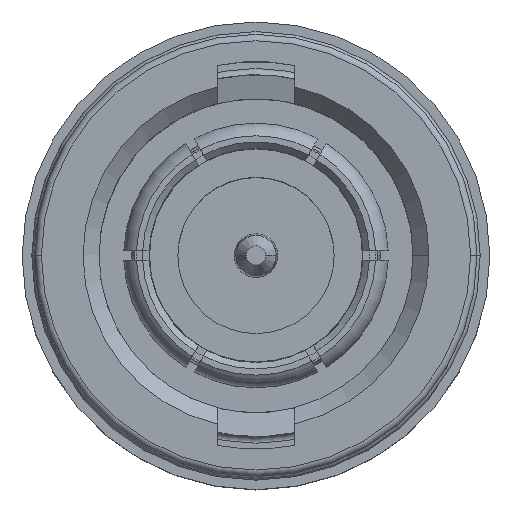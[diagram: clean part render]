
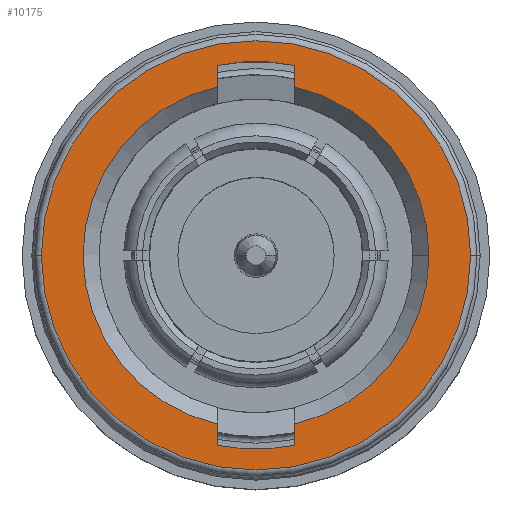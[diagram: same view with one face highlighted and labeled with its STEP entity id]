
A CAD part, top view. The second image highlights one B-rep face of the part: STEP entity #10175.
In plain terms, the highlighted planar face has unit normal (0, 0, 1).
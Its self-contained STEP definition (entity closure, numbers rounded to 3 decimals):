
#151 = AXIS2_PLACEMENT_3D ( 'NONE', #10473, #10472, #10471 ) ;
#189 = AXIS2_PLACEMENT_3D ( 'NONE', #10533, #10532, #10529 ) ;
#219 = AXIS2_PLACEMENT_3D ( 'NONE', #10790, #10784, #10812 ) ;
#394 = DIRECTION ( 'NONE',  ( 1., 0., 0. ) ) ;
#395 = DIRECTION ( 'NONE',  ( 0., 0., 1. ) ) ;
#463 = VERTEX_POINT ( 'NONE', #6558 ) ;
#502 = VERTEX_POINT ( 'NONE', #6365 ) ;
#508 = VERTEX_POINT ( 'NONE', #6745 ) ;
#844 = AXIS2_PLACEMENT_3D ( 'NONE', #10504, #395, #394 ) ;
#849 = AXIS2_PLACEMENT_3D ( 'NONE', #10345, #10343, #10482 ) ;
#861 = AXIS2_PLACEMENT_3D ( 'NONE', #10454, #10452, #10451 ) ;
#4291 = CIRCLE ( 'NONE', #8202, 5.4 ) ;
#4420 = CIRCLE ( 'NONE', #219, 6.7 ) ;
#4536 = LINE ( 'NONE', #10548, #4540 ) ;
#4540 = VECTOR ( 'NONE', #10550, 1000. ) ;
#4542 = CIRCLE ( 'NONE', #189, 6.7 ) ;
#4546 = CIRCLE ( 'NONE', #151, 6.05 ) ;
#4554 = LINE ( 'NONE', #10506, #4556 ) ;
#4556 = VECTOR ( 'NONE', #10503, 1000. ) ;
#4557 = LINE ( 'NONE', #10499, #4559 ) ;
#4559 = VECTOR ( 'NONE', #10497, 1000. ) ;
#4569 = CIRCLE ( 'NONE', #861, 6.05 ) ;
#4580 = CIRCLE ( 'NONE', #849, 5.4 ) ;
#4587 = CIRCLE ( 'NONE', #844, 5.4 ) ;
#4588 = LINE ( 'NONE', #5834, #4591 ) ;
#4591 = VECTOR ( 'NONE', #5838, 1000. ) ;
#5834 = CARTESIAN_POINT ( 'NONE',  ( -1.2, -4.751, 0.85 ) ) ;
#5838 = DIRECTION ( 'NONE',  ( 0., -1., 0. ) ) ;
#6365 = CARTESIAN_POINT ( 'NONE',  ( 5.4, 0., 0.85 ) ) ;
#6558 = CARTESIAN_POINT ( 'NONE',  ( -6.7, 0., 0.85 ) ) ;
#6745 = CARTESIAN_POINT ( 'NONE',  ( 6.7, 0., 0.85 ) ) ;
#6972 = VERTEX_POINT ( 'NONE', #14312 ) ;
#7012 = VERTEX_POINT ( 'NONE', #12432 ) ;
#7034 = VERTEX_POINT ( 'NONE', #12328 ) ;
#7037 = VERTEX_POINT ( 'NONE', #12347 ) ;
#7057 = VERTEX_POINT ( 'NONE', #12445 ) ;
#7084 = VERTEX_POINT ( 'NONE', #12415 ) ;
#7156 = VERTEX_POINT ( 'NONE', #12361 ) ;
#7650 = EDGE_CURVE ( 'NONE', #502, #17476, #4291, .T. ) ;
#7776 = EDGE_CURVE ( 'NONE', #508, #463, #4420, .T. ) ;
#7870 = EDGE_CURVE ( 'NONE', #7037, #7034, #4536, .T. ) ;
#7873 = EDGE_CURVE ( 'NONE', #463, #508, #4542, .T. ) ;
#7882 = EDGE_CURVE ( 'NONE', #7057, #7084, #4554, .T. ) ;
#7884 = EDGE_CURVE ( 'NONE', #17476, #7012, #4557, .T. ) ;
#7889 = EDGE_CURVE ( 'NONE', #7012, #7037, #4546, .T. ) ;
#7893 = EDGE_CURVE ( 'NONE', #6972, #7057, #4569, .T. ) ;
#7912 = EDGE_CURVE ( 'NONE', #7084, #502, #4580, .T. ) ;
#7914 = EDGE_CURVE ( 'NONE', #7034, #7156, #4587, .T. ) ;
#7916 = EDGE_CURVE ( 'NONE', #7156, #6972, #4588, .T. ) ;
#8202 = AXIS2_PLACEMENT_3D ( 'NONE', #8777, #8783, #8715 ) ;
#8715 = DIRECTION ( 'NONE',  ( 1., 0., 0. ) ) ;
#8777 = CARTESIAN_POINT ( 'NONE',  ( 0., 0., 0.85 ) ) ;
#8783 = DIRECTION ( 'NONE',  ( 0., 0., 1. ) ) ;
#9086 = PLANE ( 'NONE',  #13035 ) ;
#9093 = CARTESIAN_POINT ( 'NONE',  ( 0., 0., 0.85 ) ) ;
#9094 = DIRECTION ( 'NONE',  ( 0., 0., -1. ) ) ;
#9095 = DIRECTION ( 'NONE',  ( -1., 0., 0. ) ) ;
#10175 = ADVANCED_FACE ( 'NONE', ( #11960, #11961 ), #9086, .F. ) ;
#10343 = DIRECTION ( 'NONE',  ( 0., 0., 1. ) ) ;
#10345 = CARTESIAN_POINT ( 'NONE',  ( 0., 0., 0.85 ) ) ;
#10451 = DIRECTION ( 'NONE',  ( 1., 0., 0. ) ) ;
#10452 = DIRECTION ( 'NONE',  ( 0., 0., 1. ) ) ;
#10454 = CARTESIAN_POINT ( 'NONE',  ( 0., 0., 0.85 ) ) ;
#10471 = DIRECTION ( 'NONE',  ( -1., 0., 0. ) ) ;
#10472 = DIRECTION ( 'NONE',  ( 0., 0., 1. ) ) ;
#10473 = CARTESIAN_POINT ( 'NONE',  ( 0., 0., 0.85 ) ) ;
#10482 = DIRECTION ( 'NONE',  ( 1., 0., 0. ) ) ;
#10497 = DIRECTION ( 'NONE',  ( 0., 1., 0. ) ) ;
#10499 = CARTESIAN_POINT ( 'NONE',  ( 1.2, 4.751, 0.85 ) ) ;
#10503 = DIRECTION ( 'NONE',  ( 0., 1., 0. ) ) ;
#10504 = CARTESIAN_POINT ( 'NONE',  ( 0., 0., 0.85 ) ) ;
#10506 = CARTESIAN_POINT ( 'NONE',  ( 1.2, -4.751, 0.85 ) ) ;
#10529 = DIRECTION ( 'NONE',  ( -1., 0., 0. ) ) ;
#10532 = DIRECTION ( 'NONE',  ( 0., 0., 1. ) ) ;
#10533 = CARTESIAN_POINT ( 'NONE',  ( 0., 0., 0.85 ) ) ;
#10548 = CARTESIAN_POINT ( 'NONE',  ( -1.2, 4.751, 0.85 ) ) ;
#10550 = DIRECTION ( 'NONE',  ( 0., -1., 0. ) ) ;
#10784 = DIRECTION ( 'NONE',  ( 0., 0., 1. ) ) ;
#10790 = CARTESIAN_POINT ( 'NONE',  ( 0., 0., 0.85 ) ) ;
#10812 = DIRECTION ( 'NONE',  ( -1., 0., 0. ) ) ;
#10895 = ORIENTED_EDGE ( 'NONE', *, *, #7889, .F. ) ;
#10899 = EDGE_LOOP ( 'NONE', ( #10895, #10914, #10945, #10911, #16364, #15805, #15804, #17436, #17214 ) ) ;
#10911 = ORIENTED_EDGE ( 'NONE', *, *, #7912, .F. ) ;
#10914 = ORIENTED_EDGE ( 'NONE', *, *, #7884, .F. ) ;
#10926 = ORIENTED_EDGE ( 'NONE', *, *, #7776, .T. ) ;
#10945 = ORIENTED_EDGE ( 'NONE', *, *, #7650, .F. ) ;
#10947 = ORIENTED_EDGE ( 'NONE', *, *, #7873, .T. ) ;
#11132 = EDGE_LOOP ( 'NONE', ( #10947, #10926 ) ) ;
#11960 = FACE_OUTER_BOUND ( 'NONE', #11132, .T. ) ;
#11961 = FACE_BOUND ( 'NONE', #10899, .T. ) ;
#12328 = CARTESIAN_POINT ( 'NONE',  ( -1.2, 5.265, 0.85 ) ) ;
#12347 = CARTESIAN_POINT ( 'NONE',  ( -1.2, 5.93, 0.85 ) ) ;
#12361 = CARTESIAN_POINT ( 'NONE',  ( -1.2, -5.265, 0.85 ) ) ;
#12415 = CARTESIAN_POINT ( 'NONE',  ( 1.2, -5.265, 0.85 ) ) ;
#12432 = CARTESIAN_POINT ( 'NONE',  ( 1.2, 5.93, 0.85 ) ) ;
#12445 = CARTESIAN_POINT ( 'NONE',  ( 1.2, -5.93, 0.85 ) ) ;
#13035 = AXIS2_PLACEMENT_3D ( 'NONE', #9093, #9094, #9095 ) ;
#14312 = CARTESIAN_POINT ( 'NONE',  ( -1.2, -5.93, 0.85 ) ) ;
#14477 = CARTESIAN_POINT ( 'NONE',  ( 1.2, 5.265, 0.85 ) ) ;
#15804 = ORIENTED_EDGE ( 'NONE', *, *, #7916, .F. ) ;
#15805 = ORIENTED_EDGE ( 'NONE', *, *, #7893, .F. ) ;
#16364 = ORIENTED_EDGE ( 'NONE', *, *, #7882, .F. ) ;
#17214 = ORIENTED_EDGE ( 'NONE', *, *, #7870, .F. ) ;
#17436 = ORIENTED_EDGE ( 'NONE', *, *, #7914, .F. ) ;
#17476 = VERTEX_POINT ( 'NONE', #14477 ) ;
